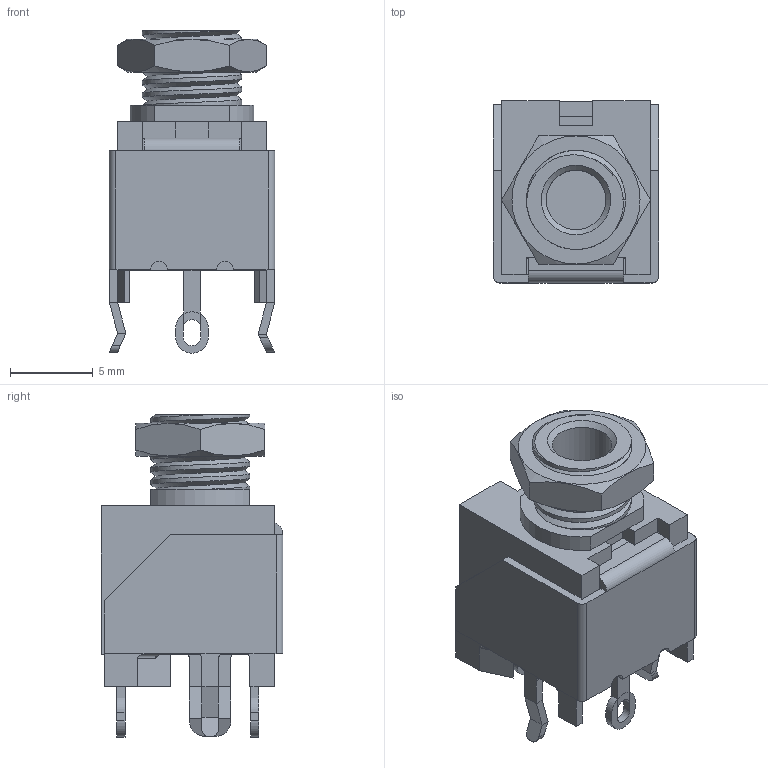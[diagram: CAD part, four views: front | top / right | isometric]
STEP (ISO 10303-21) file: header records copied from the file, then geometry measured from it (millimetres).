
FILE_DESCRIPTION(('FreeCAD Model'),'2;1');
FILE_NAME('PJ301BM_Hex_nut.step','2021-03-19T21:45:28',('Author'),(''), 'Open CASCADE STEP processor 7.3','FreeCAD','Unknown');
FILE_SCHEMA(('AUTOMOTIVE_DESIGN { 1 0 10303 214 1 1 1 1 }'));
Length unit declared in the file: millimetre
Products named in the file (6): Body; T; Hex_nut; S; Hole; TN
Bounding box: 10 x 11.01 x 19.5 mm (x, y, z)
Volume: 671.3 mm3; surface area: 2037.6 mm2
Topology: 6 solids, 6 shells, 235 faces, 603 edges, 373 vertices
Faces by surface type: plane 178, cylinder 40, bspline 14, sphere 2, cone 1
Full cylindrical faces by diameter (mm): 3.6 x2, 6 x6
Entity records: 19185 total; most frequent: CARTESIAN_POINT 6922, DIRECTION 2223, LINE 1515, VECTOR 1515, ORIENTED_EDGE 1206, PCURVE 1206, DEFINITIONAL_REPRESENTATION 1206, EDGE_CURVE 603
